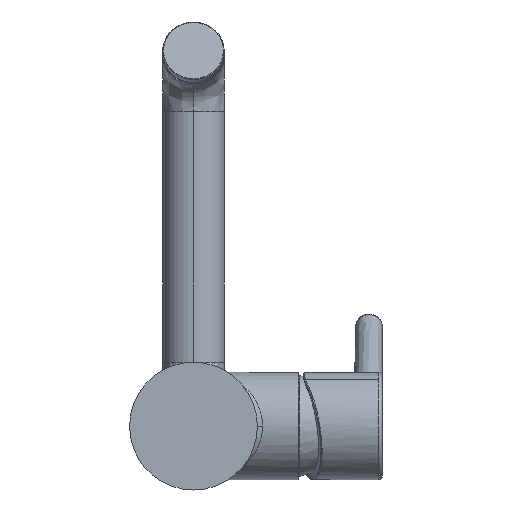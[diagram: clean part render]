
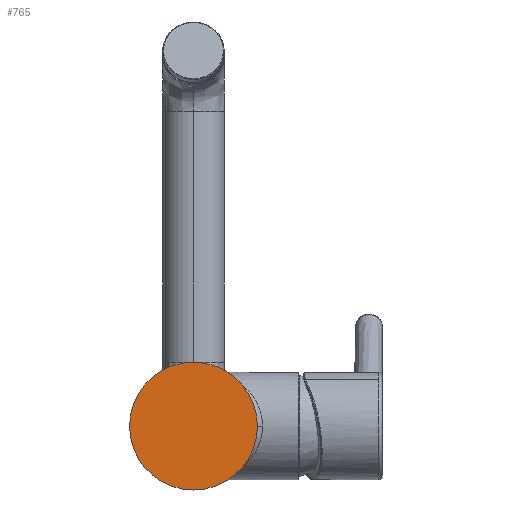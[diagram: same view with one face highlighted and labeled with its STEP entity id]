
A CAD part, front view. The second image highlights one B-rep face of the part: STEP entity #765.
In plain terms, the highlighted planar face has unit normal (0, -1, 0).
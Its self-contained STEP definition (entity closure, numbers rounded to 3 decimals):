
#172 = EDGE_CURVE ( 'NONE', #1669, #1287, #7686, .T. ) ;
#765 = ADVANCED_FACE ( 'NONE', ( #6287 ), #977, .F. ) ;
#977 = PLANE ( 'NONE',  #6148 ) ;
#1287 = VERTEX_POINT ( 'NONE', #9273 ) ;
#1669 = VERTEX_POINT ( 'NONE', #8035 ) ;
#2422 = DIRECTION ( 'NONE',  ( 1., 0., 0. ) ) ;
#2677 = ORIENTED_EDGE ( 'NONE', *, *, #172, .F. ) ;
#3046 = AXIS2_PLACEMENT_3D ( 'NONE', #6521, #5110, #5003 ) ;
#3053 = DIRECTION ( 'NONE',  ( -1., 0., 0. ) ) ;
#3114 = DIRECTION ( 'NONE',  ( 0., 1., 0. ) ) ;
#5003 = DIRECTION ( 'NONE',  ( -1., 0., 0. ) ) ;
#5110 = DIRECTION ( 'NONE',  ( 0., 1., 0. ) ) ;
#6034 = EDGE_LOOP ( 'NONE', ( #7852, #2677 ) ) ;
#6102 = CARTESIAN_POINT ( 'NONE',  ( 25., -5., 0. ) ) ;
#6148 = AXIS2_PLACEMENT_3D ( 'NONE', #6102, #9069, #2422 ) ;
#6287 = FACE_OUTER_BOUND ( 'NONE', #6034, .T. ) ;
#6521 = CARTESIAN_POINT ( 'NONE',  ( 0., -5., 0. ) ) ;
#7442 = CIRCLE ( 'NONE', #8811, 25. ) ;
#7686 = CIRCLE ( 'NONE', #3046, 25. ) ;
#7852 = ORIENTED_EDGE ( 'NONE', *, *, #9494, .F. ) ;
#8035 = CARTESIAN_POINT ( 'NONE',  ( 25., -5., 0. ) ) ;
#8239 = CARTESIAN_POINT ( 'NONE',  ( 0., -5., 0. ) ) ;
#8811 = AXIS2_PLACEMENT_3D ( 'NONE', #8239, #3114, #3053 ) ;
#9069 = DIRECTION ( 'NONE',  ( 0., 1., 0. ) ) ;
#9273 = CARTESIAN_POINT ( 'NONE',  ( -25., -5., 0. ) ) ;
#9494 = EDGE_CURVE ( 'NONE', #1287, #1669, #7442, .T. ) ;
